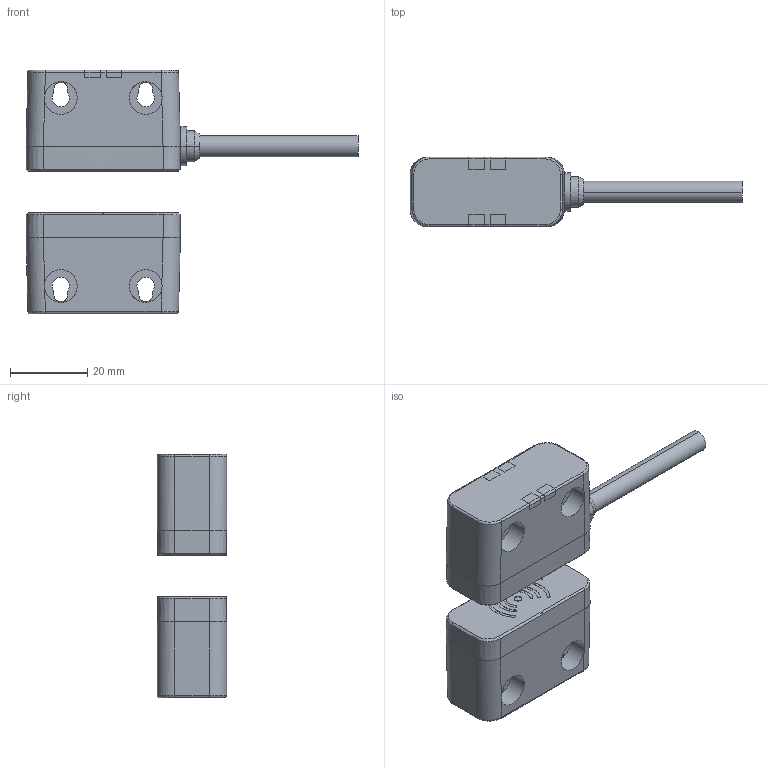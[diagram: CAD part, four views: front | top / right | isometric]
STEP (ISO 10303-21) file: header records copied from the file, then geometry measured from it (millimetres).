
FILE_DESCRIPTION((''),'2;1');
FILE_NAME('RFID3_ASM_62_ASM','2023-05-05T',('11111'),(''),'CREO PARAMETRIC BY PTC INC, 2015200','CREO PARAMETRIC BY PTC INC, 2015200','');
FILE_SCHEMA(('CONFIG_CONTROL_DESIGN'));
Length unit declared in the file: millimetre
Products named in the file (9): BENTIWAIKE_54; BENTIGAIBAN_45; RFID-XIANWEI1_7; DIANYUANXIAN_4; DAOGUANGZHU_23; BIQOQIANWAIKE_32; BIQOQIANGAIBAN_28; RFIDBIAOQIAN_ASM_23_ASM; RFID3_ASM_62_ASM
Assembly tree (11 placements, depth 3):
  RFID3_ASM_62_ASM
    BENTIWAIKE_54
    BENTIGAIBAN_45
    RFID-XIANWEI1_7
    DIANYUANXIAN_4
    DAOGUANGZHU_23  x4
    RFIDBIAOQIAN_ASM_23_ASM
      BIQOQIANWAIKE_32
      BIQOQIANGAIBAN_28
Bounding box: 86 x 18 x 63.08 mm (x, y, z)
Volume: 35736.9 mm3; surface area: 14526.2 mm2
Topology: 10 solids, 11 shells, 302 faces, 796 edges, 534 vertices
Faces by surface type: plane 140, cylinder 132, cone 18, torus 8, bspline 4
Entity records: 9726 total; most frequent: CARTESIAN_POINT 2205, DIRECTION 1637, ORIENTED_EDGE 1500, EDGE_CURVE 751, AXIS2_PLACEMENT_3D 636, VERTEX_POINT 504, VECTOR 365, LINE 365
